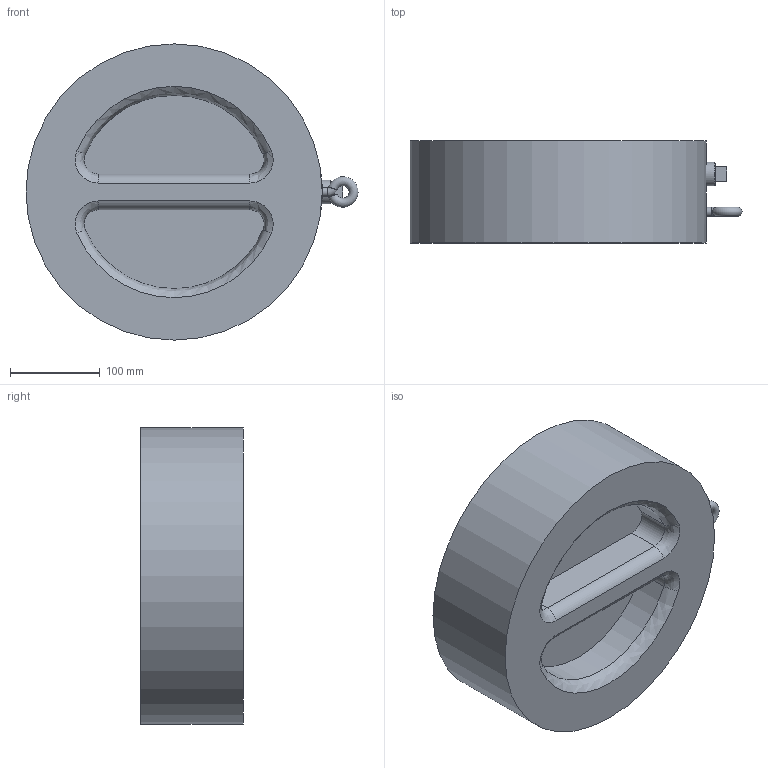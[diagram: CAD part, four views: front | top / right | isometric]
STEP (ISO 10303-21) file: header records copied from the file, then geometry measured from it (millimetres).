
FILE_DESCRIPTION((''),'2;1');
FILE_NAME('98100228.stp','2008-10-13T16:09:47',('hecker'),(''),'Autodesk Inventor 2008','Autodesk Inventor 2008','');
FILE_SCHEMA(('AUTOMOTIVE_DESIGN { 1 0 10303 214 1 1 1 1 }'));
Length unit declared in the file: millimetre
Products named in the file (1): 98100228
Bounding box: 370.96 x 114 x 331 mm (x, y, z)
Volume: 6037331.6 mm3; surface area: 472069.6 mm2
Topology: 1 solids, 1 shells, 200 faces, 504 edges, 317 vertices
Faces by surface type: plane 92, cylinder 72, bspline 23, torus 10, cone 3
Full cylindrical faces by diameter (mm): 2.7 x12, 10 x1, 16 x2, 20.512 x3, 22.031 x3, 26.44 x1, 30 x6, 258 x1, 331 x1
Entity records: 24165 total; most frequent: CARTESIAN_POINT 19527, DIRECTION 918, ORIENTED_EDGE 838, EDGE_CURVE 419, AXIS2_PLACEMENT_3D 363, VERTEX_POINT 293, EDGE_LOOP 286, FACE_OUTER_BOUND 200
